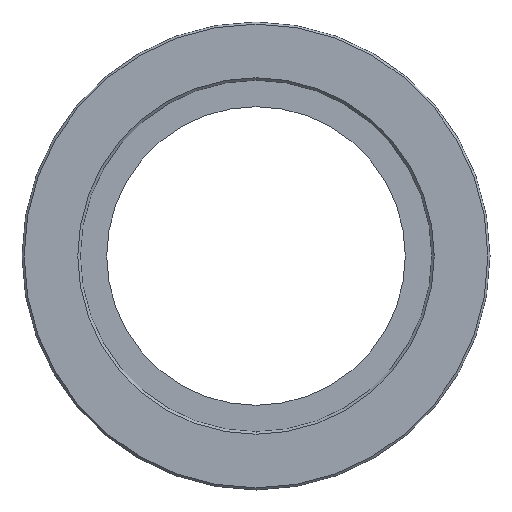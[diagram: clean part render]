
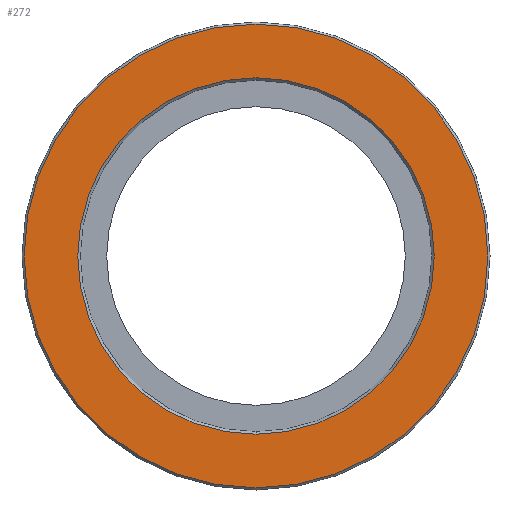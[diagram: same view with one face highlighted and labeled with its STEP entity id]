
A CAD part, front view. The second image highlights one B-rep face of the part: STEP entity #272.
In plain terms, the highlighted planar face has unit normal (0, -1, 0).
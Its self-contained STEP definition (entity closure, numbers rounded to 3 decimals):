
#49 = CIRCLE ( 'NONE', #93, 20.95 ) ;
#93 = AXIS2_PLACEMENT_3D ( 'NONE', #146, #145, #144 ) ;
#144 = DIRECTION ( 'NONE',  ( 0., 0., -1. ) ) ;
#145 = DIRECTION ( 'NONE',  ( 0., 1., 0. ) ) ;
#146 = CARTESIAN_POINT ( 'NONE',  ( 0., 0., 0. ) ) ;
#196 = EDGE_CURVE ( 'NONE', #287, #211, #406, .T. ) ;
#211 = VERTEX_POINT ( 'NONE', #436 ) ;
#252 = ORIENTED_EDGE ( 'NONE', *, *, #196, .T. ) ;
#262 = EDGE_LOOP ( 'NONE', ( #263, #274 ) ) ;
#263 = ORIENTED_EDGE ( 'NONE', *, *, #304, .T. ) ;
#270 = EDGE_CURVE ( 'NONE', #211, #287, #508, .T. ) ;
#271 = EDGE_LOOP ( 'NONE', ( #277, #252 ) ) ;
#272 = ADVANCED_FACE ( 'NONE', ( #534, #533 ), #539, .T. ) ;
#273 = EDGE_CURVE ( 'NONE', #289, #281, #401, .T. ) ;
#274 = ORIENTED_EDGE ( 'NONE', *, *, #273, .T. ) ;
#277 = ORIENTED_EDGE ( 'NONE', *, *, #270, .T. ) ;
#281 = VERTEX_POINT ( 'NONE', #561 ) ;
#287 = VERTEX_POINT ( 'NONE', #554 ) ;
#289 = VERTEX_POINT ( 'NONE', #548 ) ;
#304 = EDGE_CURVE ( 'NONE', #281, #289, #49, .T. ) ;
#401 = CIRCLE ( 'NONE', #414, 20.95 ) ;
#402 = AXIS2_PLACEMENT_3D ( 'NONE', #413, #412, #411 ) ;
#406 = CIRCLE ( 'NONE', #402, 27.25 ) ;
#411 = DIRECTION ( 'NONE',  ( 0., 0., -1. ) ) ;
#412 = DIRECTION ( 'NONE',  ( 0., -1., 0. ) ) ;
#413 = CARTESIAN_POINT ( 'NONE',  ( 0., 0., 0. ) ) ;
#414 = AXIS2_PLACEMENT_3D ( 'NONE', #457, #456, #463 ) ;
#436 = CARTESIAN_POINT ( 'NONE',  ( 0., 0., 27.25 ) ) ;
#456 = DIRECTION ( 'NONE',  ( 0., 1., 0. ) ) ;
#457 = CARTESIAN_POINT ( 'NONE',  ( 0., 0., 0. ) ) ;
#463 = DIRECTION ( 'NONE',  ( 0., 0., -1. ) ) ;
#487 = AXIS2_PLACEMENT_3D ( 'NONE', #507, #506, #526 ) ;
#506 = DIRECTION ( 'NONE',  ( 0., -1., 0. ) ) ;
#507 = CARTESIAN_POINT ( 'NONE',  ( 0., 0., 0. ) ) ;
#508 = CIRCLE ( 'NONE', #487, 27.25 ) ;
#526 = DIRECTION ( 'NONE',  ( 0., 0., -1. ) ) ;
#533 = FACE_OUTER_BOUND ( 'NONE', #271, .T. ) ;
#534 = FACE_BOUND ( 'NONE', #262, .T. ) ;
#535 = DIRECTION ( 'NONE',  ( 0., 0., -1. ) ) ;
#536 = DIRECTION ( 'NONE',  ( 0., -1., 0. ) ) ;
#537 = CARTESIAN_POINT ( 'NONE',  ( -20.65, 0., 0. ) ) ;
#538 = AXIS2_PLACEMENT_3D ( 'NONE', #537, #536, #535 ) ;
#539 = PLANE ( 'NONE',  #538 ) ;
#548 = CARTESIAN_POINT ( 'NONE',  ( 0., 0., 20.95 ) ) ;
#554 = CARTESIAN_POINT ( 'NONE',  ( 0., 0., -27.25 ) ) ;
#561 = CARTESIAN_POINT ( 'NONE',  ( 0., 0., -20.95 ) ) ;
